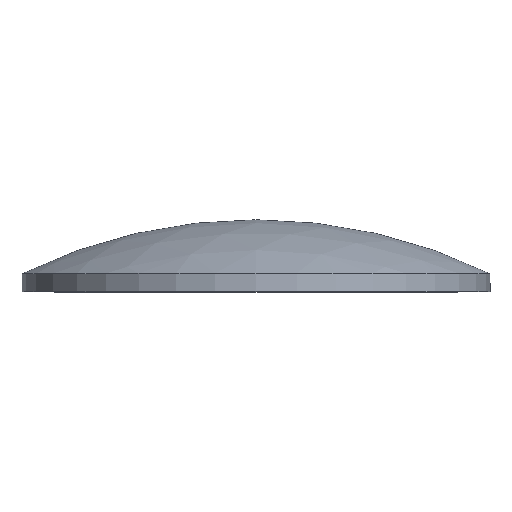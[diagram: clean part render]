
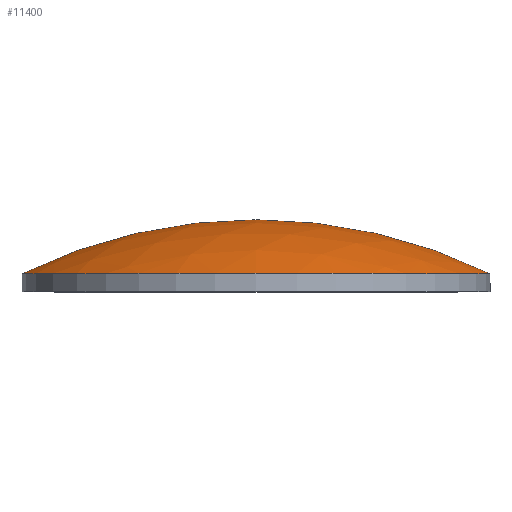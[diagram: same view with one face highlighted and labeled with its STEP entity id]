
A CAD part, top view. The second image highlights one B-rep face of the part: STEP entity #11400.
In plain terms, the highlighted spherical face has radius 59.333 mm.
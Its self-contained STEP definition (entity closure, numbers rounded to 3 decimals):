
#528 = EDGE_CURVE ( 'NONE', #6413, #10108, #9559, .T. ) ;
#593 = ORIENTED_EDGE ( 'NONE', *, *, #4103, .F. ) ;
#614 = CARTESIAN_POINT ( 'NONE',  ( 0., -51.333, 0. ) ) ;
#705 = CARTESIAN_POINT ( 'NONE',  ( -26., 2., 0. ) ) ;
#1800 = CARTESIAN_POINT ( 'NONE',  ( 0., 2., 0. ) ) ;
#2660 = VERTEX_POINT ( 'NONE', #5704 ) ;
#2663 = DIRECTION ( 'NONE',  ( 1., 0., 0. ) ) ;
#2752 = DIRECTION ( 'NONE',  ( 1., 0., 0. ) ) ;
#2919 = ORIENTED_EDGE ( 'NONE', *, *, #528, .T. ) ;
#2977 = DIRECTION ( 'NONE',  ( 0., 0., -1. ) ) ;
#2997 = DIRECTION ( 'NONE',  ( 0., 0., 1. ) ) ;
#3772 = CIRCLE ( 'NONE', #4503, 26. ) ;
#4103 = EDGE_CURVE ( 'NONE', #6413, #2660, #9300, .T. ) ;
#4503 = AXIS2_PLACEMENT_3D ( 'NONE', #1800, #8337, #2752 ) ;
#5192 = ORIENTED_EDGE ( 'NONE', *, *, #9065, .F. ) ;
#5609 = SPHERICAL_SURFACE ( 'NONE', #7733, 59.333 ) ;
#5704 = CARTESIAN_POINT ( 'NONE',  ( 26., 2., 0. ) ) ;
#6413 = VERTEX_POINT ( 'NONE', #7033 ) ;
#7033 = CARTESIAN_POINT ( 'NONE',  ( 0., 8., 0. ) ) ;
#7129 = AXIS2_PLACEMENT_3D ( 'NONE', #8559, #2977, #9493 ) ;
#7733 = AXIS2_PLACEMENT_3D ( 'NONE', #614, #11976, #2663 ) ;
#8337 = DIRECTION ( 'NONE',  ( 0., -1., 0. ) ) ;
#8559 = CARTESIAN_POINT ( 'NONE',  ( 0., -51.333, 0. ) ) ;
#8575 = AXIS2_PLACEMENT_3D ( 'NONE', #8583, #2997, #9511 ) ;
#8583 = CARTESIAN_POINT ( 'NONE',  ( 0., -51.333, 0. ) ) ;
#9065 = EDGE_CURVE ( 'NONE', #2660, #10108, #3772, .T. ) ;
#9300 = CIRCLE ( 'NONE', #7129, 59.333 ) ;
#9493 = DIRECTION ( 'NONE',  ( -1., 0., 0. ) ) ;
#9511 = DIRECTION ( 'NONE',  ( 1., 0., 0. ) ) ;
#9559 = CIRCLE ( 'NONE', #8575, 59.333 ) ;
#10108 = VERTEX_POINT ( 'NONE', #705 ) ;
#10335 = FACE_OUTER_BOUND ( 'NONE', #11936, .T. ) ;
#11400 = ADVANCED_FACE ( 'NONE', ( #10335 ), #5609, .T. ) ;
#11936 = EDGE_LOOP ( 'NONE', ( #593, #2919, #5192 ) ) ;
#11976 = DIRECTION ( 'NONE',  ( 0., 0., 1. ) ) ;
